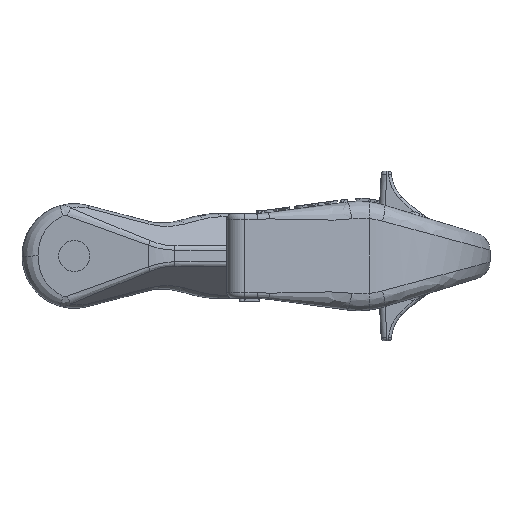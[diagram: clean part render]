
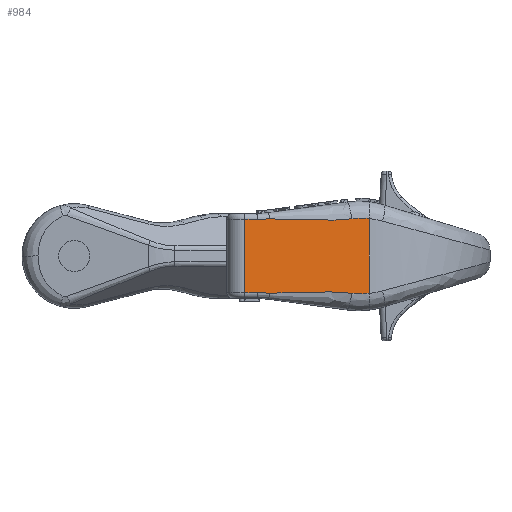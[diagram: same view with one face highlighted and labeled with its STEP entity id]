
A CAD part, front view. The second image highlights one B-rep face of the part: STEP entity #984.
In plain terms, the highlighted planar face has unit normal (0.146, -0.989, 0).
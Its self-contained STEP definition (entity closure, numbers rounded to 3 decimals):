
#322=ELLIPSE('',#10159,24.259,24.);
#323=ELLIPSE('',#10160,24.259,24.);
#479=PLANE('',#10161);
#984=ADVANCED_FACE('',(#1645),#479,.T.);
#1645=FACE_OUTER_BOUND('',#2227,.T.);
#2227=EDGE_LOOP('',(#5595,#5596,#5597,#5598,#5599,#5600,#5601,#5602,#5603,
#5604));
#2998=LINE('',#17431,#3604);
#2999=LINE('',#17467,#3605);
#3000=LINE('',#17505,#3606);
#3001=LINE('',#17506,#3607);
#3604=VECTOR('',#11466,1.);
#3605=VECTOR('',#11473,1.);
#3606=VECTOR('',#11476,1.);
#3607=VECTOR('',#11477,1.);
#4162=B_SPLINE_CURVE_WITH_KNOTS('',3,(#17435,#17436,#17437,#17438,#17439,
#17440,#17441,#17442,#17443,#17444,#17445,#17446,#17447,#17448,#17449,#17450,
#17451,#17452,#17453,#17454,#17455,#17456,#17457,#17458,#17459,#17460,#17461,
#17462),.UNSPECIFIED.,.F.,.F.,(4,1,1,1,2,2,1,2,2,1,2,2,1,1,1,2,2,4),(0.,
0.125,0.188,0.219,0.234,
0.25,0.313,0.344,0.375,
0.438,0.469,0.5,0.625,
0.688,0.719,0.734,0.75,
1.),.UNSPECIFIED.);
#4163=B_SPLINE_CURVE_WITH_KNOTS('',3,(#17471,#17472,#17473,#17474,#17475,
#17476,#17477,#17478,#17479,#17480,#17481,#17482,#17483,#17484,#17485,#17486,
#17487,#17488,#17489,#17490,#17491,#17492,#17493,#17494,#17495,#17496,#17497,
#17498),.UNSPECIFIED.,.F.,.F.,(4,2,2,1,1,1,2,2,1,2,2,1,2,2,1,1,1,4),(0.,
0.25,0.266,0.281,0.313,0.375,0.5,0.531,
0.562,0.625,0.656,0.687,
0.75,0.766,0.781,0.812,
0.875,1.),.UNSPECIFIED.);
#4164=B_SPLINE_CURVE_WITH_KNOTS('',3,(#17500,#17501,#17502,#17503),
 .UNSPECIFIED.,.F.,.F.,(4,4),(0.,1.),.UNSPECIFIED.);
#4165=B_SPLINE_CURVE_WITH_KNOTS('',3,(#17508,#17509,#17510,#17511),
 .UNSPECIFIED.,.F.,.F.,(4,4),(0.,1.),.UNSPECIFIED.);
#5595=ORIENTED_EDGE('',*,*,#9014,.T.);
#5596=ORIENTED_EDGE('',*,*,#9015,.T.);
#5597=ORIENTED_EDGE('',*,*,#9016,.T.);
#5598=ORIENTED_EDGE('',*,*,#9017,.T.);
#5599=ORIENTED_EDGE('',*,*,#9018,.T.);
#5600=ORIENTED_EDGE('',*,*,#9019,.T.);
#5601=ORIENTED_EDGE('',*,*,#9020,.T.);
#5602=ORIENTED_EDGE('',*,*,#9012,.F.);
#5603=ORIENTED_EDGE('',*,*,#9021,.T.);
#5604=ORIENTED_EDGE('',*,*,#9022,.T.);
#7908=VERTEX_POINT('',#17430);
#7909=VERTEX_POINT('',#17432);
#7910=VERTEX_POINT('',#17463);
#7911=VERTEX_POINT('',#17464);
#7912=VERTEX_POINT('',#17466);
#7913=VERTEX_POINT('',#17468);
#7914=VERTEX_POINT('',#17470);
#7915=VERTEX_POINT('',#17499);
#7916=VERTEX_POINT('',#17504);
#7917=VERTEX_POINT('',#17507);
#9012=EDGE_CURVE('',#7908,#7909,#2998,.T.);
#9014=EDGE_CURVE('',#7910,#7911,#4162,.T.);
#9015=EDGE_CURVE('',#7911,#7912,#322,.T.);
#9016=EDGE_CURVE('',#7912,#7913,#2999,.T.);
#9017=EDGE_CURVE('',#7913,#7914,#323,.T.);
#9018=EDGE_CURVE('',#7914,#7915,#4163,.T.);
#9019=EDGE_CURVE('',#7915,#7916,#4164,.T.);
#9020=EDGE_CURVE('',#7916,#7909,#3000,.T.);
#9021=EDGE_CURVE('',#7908,#7917,#3001,.T.);
#9022=EDGE_CURVE('',#7917,#7910,#4165,.T.);
#10159=AXIS2_PLACEMENT_3D('',#17465,#11471,#11472);
#10160=AXIS2_PLACEMENT_3D('',#17469,#11474,#11475);
#10161=AXIS2_PLACEMENT_3D('',#17512,#11478,#11479);
#11466=DIRECTION('',(0.,0.,1.));
#11471=DIRECTION('',(0.146,-0.989,0.));
#11472=DIRECTION('',(-0.989,-0.146,0.));
#11473=DIRECTION('',(0.,0.,1.));
#11474=DIRECTION('',(0.146,-0.989,0.));
#11475=DIRECTION('',(-0.989,-0.146,0.));
#11476=DIRECTION('',(-0.989,-0.146,0.));
#11477=DIRECTION('',(0.989,0.146,0.));
#11478=DIRECTION('',(0.146,-0.989,0.));
#11479=DIRECTION('',(0.989,0.146,0.));
#17430=CARTESIAN_POINT('',(-38.699,-55.941,-13.));
#17431=CARTESIAN_POINT('',(-38.699,-55.941,-22.));
#17432=CARTESIAN_POINT('',(-38.699,-55.941,13.));
#17435=CARTESIAN_POINT('',(-29.862,-54.64,-13.124));
#17436=CARTESIAN_POINT('',(-28.825,-54.488,-13.181));
#17437=CARTESIAN_POINT('',(-27.141,-54.24,-13.23));
#17438=CARTESIAN_POINT('',(-24.951,-53.918,-13.222));
#17439=CARTESIAN_POINT('',(-23.799,-53.748,-13.202));
#17440=CARTESIAN_POINT('',(-23.294,-53.674,-13.189));
#17441=CARTESIAN_POINT('',(-22.954,-53.623,-13.181));
#17442=CARTESIAN_POINT('',(-22.734,-53.591,-13.174));
#17443=CARTESIAN_POINT('',(-22.112,-53.5,-13.156));
#17444=CARTESIAN_POINT('',(-21.282,-53.377,-13.126));
#17445=CARTESIAN_POINT('',(-20.329,-53.237,-13.086));
#17446=CARTESIAN_POINT('',(-19.667,-53.14,-13.058));
#17447=CARTESIAN_POINT('',(-19.267,-53.081,-13.04));
#17448=CARTESIAN_POINT('',(-18.355,-52.946,-12.997));
#17449=CARTESIAN_POINT('',(-17.442,-52.812,-12.955));
#17450=CARTESIAN_POINT('',(-16.53,-52.678,-12.911));
#17451=CARTESIAN_POINT('',(-15.921,-52.588,-12.882));
#17452=CARTESIAN_POINT('',(-15.663,-52.55,-12.87));
#17453=CARTESIAN_POINT('',(-13.913,-52.293,-12.786));
#17454=CARTESIAN_POINT('',(-11.953,-52.004,-12.714));
#17455=CARTESIAN_POINT('',(-9.913,-51.704,-12.68));
#17456=CARTESIAN_POINT('',(-8.954,-51.563,-12.676));
#17457=CARTESIAN_POINT('',(-8.557,-51.504,-12.677));
#17458=CARTESIAN_POINT('',(-8.295,-51.466,-12.678));
#17459=CARTESIAN_POINT('',(-8.202,-51.452,-12.679));
#17460=CARTESIAN_POINT('',(-5.397,-51.039,-12.705));
#17461=CARTESIAN_POINT('',(-3.,-50.686,-12.865));
#17462=CARTESIAN_POINT('',(-0.847,-50.369,-13.16));
#17463=CARTESIAN_POINT('',(-29.862,-54.64,-13.124));
#17464=CARTESIAN_POINT('',(-0.847,-50.369,-13.16));
#17465=CARTESIAN_POINT('',(2.41,-49.89,10.618));
#17466=CARTESIAN_POINT('',(5.282,-49.467,-13.21));
#17467=CARTESIAN_POINT('',(5.282,-49.467,-22.));
#17468=CARTESIAN_POINT('',(5.282,-49.467,13.21));
#17469=CARTESIAN_POINT('',(2.41,-49.89,-10.618));
#17470=CARTESIAN_POINT('',(-0.847,-50.369,13.16));
#17471=CARTESIAN_POINT('',(-0.847,-50.369,13.16));
#17472=CARTESIAN_POINT('',(-3.,-50.686,12.865));
#17473=CARTESIAN_POINT('',(-5.397,-51.039,12.705));
#17474=CARTESIAN_POINT('',(-8.202,-51.452,12.679));
#17475=CARTESIAN_POINT('',(-8.295,-51.466,12.678));
#17476=CARTESIAN_POINT('',(-8.557,-51.504,12.677));
#17477=CARTESIAN_POINT('',(-8.954,-51.563,12.676));
#17478=CARTESIAN_POINT('',(-9.913,-51.704,12.68));
#17479=CARTESIAN_POINT('',(-11.953,-52.004,12.714));
#17480=CARTESIAN_POINT('',(-13.913,-52.293,12.786));
#17481=CARTESIAN_POINT('',(-15.663,-52.55,12.87));
#17482=CARTESIAN_POINT('',(-15.921,-52.588,12.882));
#17483=CARTESIAN_POINT('',(-16.53,-52.678,12.911));
#17484=CARTESIAN_POINT('',(-17.442,-52.812,12.955));
#17485=CARTESIAN_POINT('',(-18.355,-52.946,12.997));
#17486=CARTESIAN_POINT('',(-19.267,-53.081,13.04));
#17487=CARTESIAN_POINT('',(-19.667,-53.14,13.058));
#17488=CARTESIAN_POINT('',(-20.329,-53.237,13.086));
#17489=CARTESIAN_POINT('',(-21.282,-53.377,13.126));
#17490=CARTESIAN_POINT('',(-22.112,-53.5,13.156));
#17491=CARTESIAN_POINT('',(-22.734,-53.591,13.174));
#17492=CARTESIAN_POINT('',(-22.954,-53.623,13.181));
#17493=CARTESIAN_POINT('',(-23.294,-53.674,13.189));
#17494=CARTESIAN_POINT('',(-23.799,-53.748,13.202));
#17495=CARTESIAN_POINT('',(-24.951,-53.918,13.222));
#17496=CARTESIAN_POINT('',(-27.141,-54.24,13.23));
#17497=CARTESIAN_POINT('',(-28.825,-54.488,13.181));
#17498=CARTESIAN_POINT('',(-29.862,-54.64,13.124));
#17499=CARTESIAN_POINT('',(-29.862,-54.64,13.124));
#17500=CARTESIAN_POINT('',(-29.862,-54.64,13.124));
#17501=CARTESIAN_POINT('',(-31.359,-54.861,13.041));
#17502=CARTESIAN_POINT('',(-32.823,-55.076,13.));
#17503=CARTESIAN_POINT('',(-34.254,-55.287,13.));
#17504=CARTESIAN_POINT('',(-34.254,-55.287,13.));
#17505=CARTESIAN_POINT('',(-38.699,-55.941,13.));
#17506=CARTESIAN_POINT('',(-38.699,-55.941,-13.));
#17507=CARTESIAN_POINT('',(-34.254,-55.287,-13.));
#17508=CARTESIAN_POINT('',(-34.254,-55.287,-13.));
#17509=CARTESIAN_POINT('',(-32.823,-55.076,-13.));
#17510=CARTESIAN_POINT('',(-31.359,-54.861,-13.041));
#17511=CARTESIAN_POINT('',(-29.862,-54.64,-13.124));
#17512=CARTESIAN_POINT('',(-38.699,-55.941,-22.));
